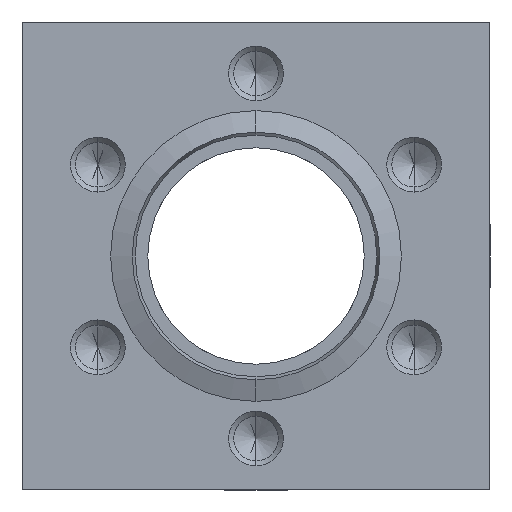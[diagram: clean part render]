
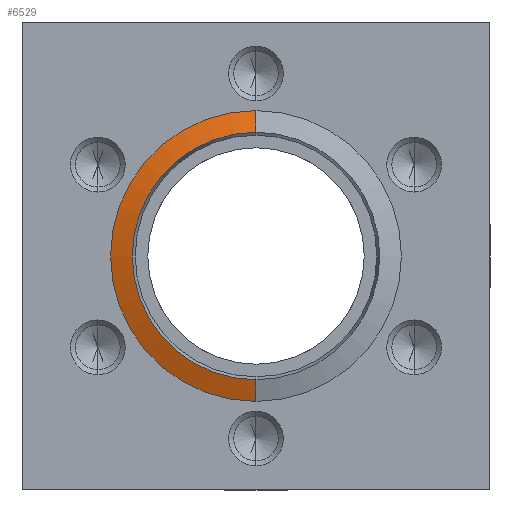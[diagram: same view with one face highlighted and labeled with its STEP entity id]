
A CAD part, front view. The second image highlights one B-rep face of the part: STEP entity #6529.
In plain terms, the highlighted conical face has half-angle 70 degrees and reference radius 10.75 mm.
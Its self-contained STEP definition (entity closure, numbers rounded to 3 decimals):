
#211 = DIRECTION ( 'NONE',  ( 0., 0., 1. ) ) ;
#353 = CIRCLE ( 'NONE', #1181, 10.75 ) ;
#381 = CONICAL_SURFACE ( 'NONE', #1876, 10.75, 1.222 ) ;
#1181 = AXIS2_PLACEMENT_3D ( 'NONE', #10533, #2397, #211 ) ;
#1193 = DIRECTION ( 'NONE',  ( 0., 0.342, -0.94 ) ) ;
#1540 = DIRECTION ( 'NONE',  ( 0., 0., -1. ) ) ;
#1710 = VECTOR ( 'NONE', #3510, 1000. ) ;
#1771 = EDGE_LOOP ( 'NONE', ( #3357, #4894, #3969, #6878 ) ) ;
#1876 = AXIS2_PLACEMENT_3D ( 'NONE', #8885, #4080, #1540 ) ;
#1881 = CARTESIAN_POINT ( 'NONE',  ( 0., -16.118, -10.75 ) ) ;
#2397 = DIRECTION ( 'NONE',  ( 0., -1., 0. ) ) ;
#3357 = ORIENTED_EDGE ( 'NONE', *, *, #9557, .F. ) ;
#3510 = DIRECTION ( 'NONE',  ( 0., 0.342, 0.94 ) ) ;
#3524 = VERTEX_POINT ( 'NONE', #10229 ) ;
#3668 = CARTESIAN_POINT ( 'NONE',  ( 0., -16.118, 10.75 ) ) ;
#3969 = ORIENTED_EDGE ( 'NONE', *, *, #5940, .T. ) ;
#4080 = DIRECTION ( 'NONE',  ( 0., 1., 0. ) ) ;
#4300 = AXIS2_PLACEMENT_3D ( 'NONE', #4488, #6064, #8629 ) ;
#4488 = CARTESIAN_POINT ( 'NONE',  ( 0., -16.7, 0. ) ) ;
#4831 = CIRCLE ( 'NONE', #4300, 9.15 ) ;
#4894 = ORIENTED_EDGE ( 'NONE', *, *, #9537, .T. ) ;
#4942 = FACE_OUTER_BOUND ( 'NONE', #1771, .T. ) ;
#5489 = VERTEX_POINT ( 'NONE', #5736 ) ;
#5736 = CARTESIAN_POINT ( 'NONE',  ( 0., -16.118, 10.75 ) ) ;
#5940 = EDGE_CURVE ( 'NONE', #5489, #7221, #353, .T. ) ;
#6064 = DIRECTION ( 'NONE',  ( 0., -1., 0. ) ) ;
#6529 = ADVANCED_FACE ( 'NONE', ( #4942 ), #381, .T. ) ;
#6821 = LINE ( 'NONE', #1881, #7707 ) ;
#6878 = ORIENTED_EDGE ( 'NONE', *, *, #10481, .F. ) ;
#6968 = CARTESIAN_POINT ( 'NONE',  ( 0., -16.7, 9.15 ) ) ;
#7221 = VERTEX_POINT ( 'NONE', #9846 ) ;
#7707 = VECTOR ( 'NONE', #1193, 1000. ) ;
#8579 = LINE ( 'NONE', #3668, #1710 ) ;
#8629 = DIRECTION ( 'NONE',  ( 0., 0., 1. ) ) ;
#8742 = VERTEX_POINT ( 'NONE', #6968 ) ;
#8885 = CARTESIAN_POINT ( 'NONE',  ( 0., -16.118, 0. ) ) ;
#9537 = EDGE_CURVE ( 'NONE', #8742, #5489, #8579, .T. ) ;
#9557 = EDGE_CURVE ( 'NONE', #8742, #3524, #4831, .T. ) ;
#9846 = CARTESIAN_POINT ( 'NONE',  ( 0., -16.118, -10.75 ) ) ;
#10229 = CARTESIAN_POINT ( 'NONE',  ( 0., -16.7, -9.15 ) ) ;
#10481 = EDGE_CURVE ( 'NONE', #3524, #7221, #6821, .T. ) ;
#10533 = CARTESIAN_POINT ( 'NONE',  ( 0., -16.118, 0. ) ) ;
